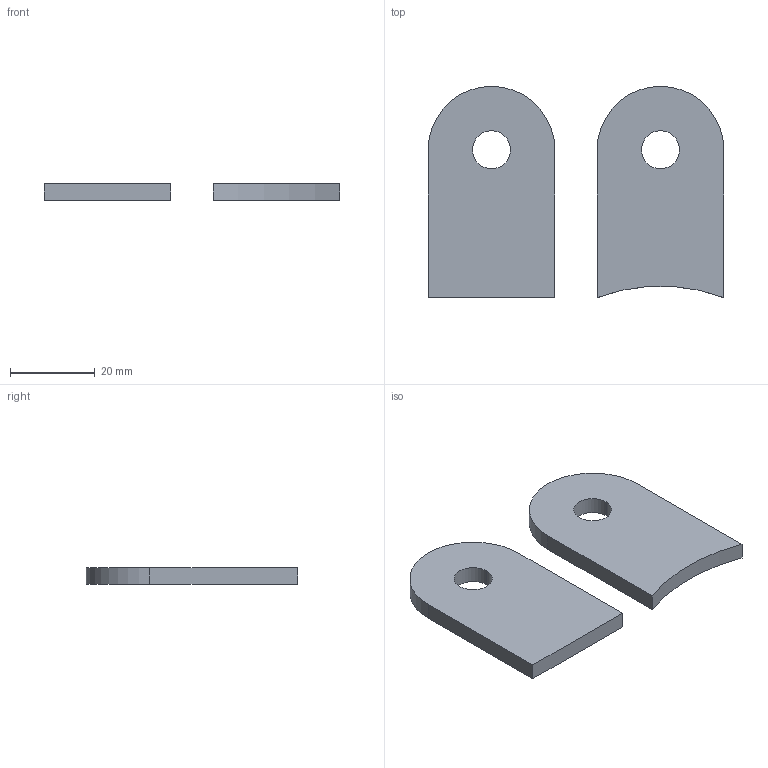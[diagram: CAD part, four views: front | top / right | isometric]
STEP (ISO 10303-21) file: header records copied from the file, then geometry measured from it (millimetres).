
FILE_DESCRIPTION((''),'2;1');
FILE_NAME('2852','2022-04-18T11:51:19',('Gogel'),('Gerresheimer Regensburg GmbH'),'CREO PARAMETRIC BY PTC INC, 2018420','CREO PARAMETRIC BY PTC INC, 2018420','');
FILE_SCHEMA(('AUTOMOTIVE_DESIGN { 1 0 10303 214 1 1 1 1 }'));
Length unit declared in the file: millimetre
Products named in the file (1): 2852
Bounding box: 70 x 50 x 4 mm (x, y, z)
Volume: 10497.7 mm3; surface area: 6654.7 mm2
Topology: 2 solids, 2 shells, 16 faces, 36 edges, 24 vertices
Faces by surface type: plane 9, cylinder 7
Entity records: 794 total; most frequent: DIRECTION 110, CARTESIAN_POINT 97, ORIENTED_EDGE 72, COLOUR_RGB 41, AXIS2_PLACEMENT_3D 40, EDGE_CURVE 36, PROPERTY_DEFINITION 28, VECTOR 27
